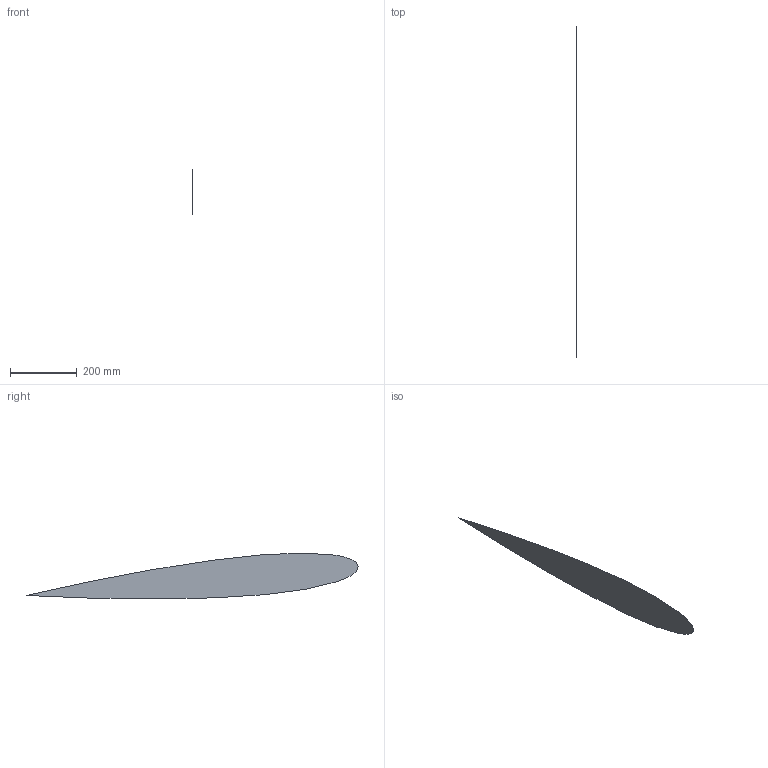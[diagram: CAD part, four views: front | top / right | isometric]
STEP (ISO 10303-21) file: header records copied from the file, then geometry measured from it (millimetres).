
FILE_DESCRIPTION(('WelSim Geometry'),'2;1');
FILE_NAME('Geom12.step','2022-08-06T17:18:55',('WELSIM'),('WelSimulation LLC'), 'Open CASCADE STEP processor 7.4','WelSim23','Unknown');
FILE_SCHEMA(('AUTOMOTIVE_DESIGN { 1 0 10303 214 1 1 1 1 }'));
Length unit declared in the file: millimetre
Products named in the file (1): Surface_1
Bounding box: 0 x 996.19 x 137.91 mm (x, y, z)
Surface area: 81728.8 mm2 (no closed solid volume)
Topology: 0 solids, 1 shells, 1 faces, 2 edges, 2 vertices
Faces by surface type: plane 1
Entity records: 528 total; most frequent: CARTESIAN_POINT 488, DIRECTION 4, B_SPLINE_CURVE_WITH_KNOTS 4, AXIS2_PLACEMENT_3D 2, ORIENTED_EDGE 2, EDGE_CURVE 2, VERTEX_POINT 2, SURFACE_CURVE 2
